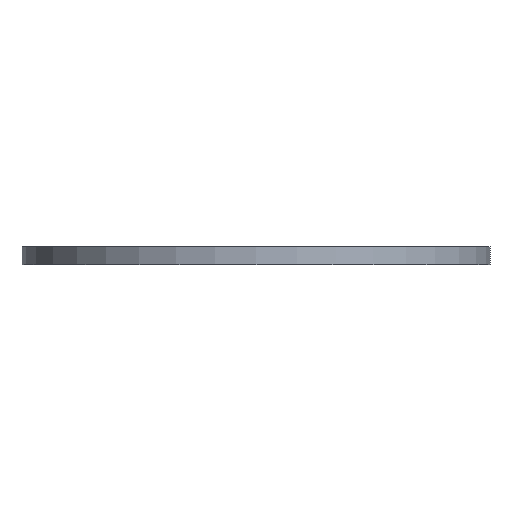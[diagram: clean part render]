
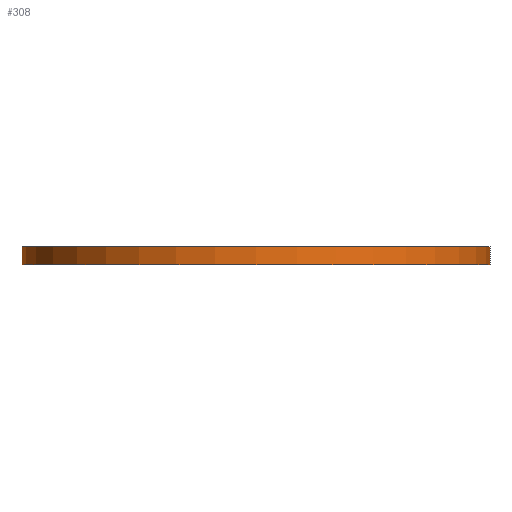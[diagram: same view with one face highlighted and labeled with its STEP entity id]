
A CAD part, front view. The second image highlights one B-rep face of the part: STEP entity #308.
In plain terms, the highlighted cylindrical face has radius 91 mm (diameter 182 mm), a partial arc.
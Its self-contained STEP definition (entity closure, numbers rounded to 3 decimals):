
#58 = CARTESIAN_POINT ( 'NONE',  ( -91., 0., -7. ) ) ;
#64 = AXIS2_PLACEMENT_3D ( 'NONE', #779, #290, #90 ) ;
#82 = VECTOR ( 'NONE', #530, 1000. ) ;
#90 = DIRECTION ( 'NONE',  ( 1., 0., 0. ) ) ;
#104 = CARTESIAN_POINT ( 'NONE',  ( 91., 0., 0. ) ) ;
#135 = VERTEX_POINT ( 'NONE', #357 ) ;
#137 = DIRECTION ( 'NONE',  ( 0., 0., 1. ) ) ;
#161 = DIRECTION ( 'NONE',  ( 0., 0., 1. ) ) ;
#192 = VERTEX_POINT ( 'NONE', #261 ) ;
#245 = CYLINDRICAL_SURFACE ( 'NONE', #64, 91. ) ;
#260 = CIRCLE ( 'NONE', #600, 91. ) ;
#261 = CARTESIAN_POINT ( 'NONE',  ( 91., 0., 0. ) ) ;
#263 = ORIENTED_EDGE ( 'NONE', *, *, #849, .F. ) ;
#290 = DIRECTION ( 'NONE',  ( 0., 0., 1. ) ) ;
#300 = LINE ( 'NONE', #104, #82 ) ;
#308 = ADVANCED_FACE ( 'NONE', ( #815 ), #245, .T. ) ;
#327 = DIRECTION ( 'NONE',  ( 0., 0., 1. ) ) ;
#357 = CARTESIAN_POINT ( 'NONE',  ( -91., 0., 0. ) ) ;
#380 = ORIENTED_EDGE ( 'NONE', *, *, #726, .T. ) ;
#390 = ORIENTED_EDGE ( 'NONE', *, *, #630, .F. ) ;
#526 = VERTEX_POINT ( 'NONE', #676 ) ;
#530 = DIRECTION ( 'NONE',  ( 0., 0., 1. ) ) ;
#546 = VERTEX_POINT ( 'NONE', #58 ) ;
#578 = CARTESIAN_POINT ( 'NONE',  ( 0., 0., -7. ) ) ;
#599 = CARTESIAN_POINT ( 'NONE',  ( 0., 0., 0. ) ) ;
#600 = AXIS2_PLACEMENT_3D ( 'NONE', #599, #161, #659 ) ;
#630 = EDGE_CURVE ( 'NONE', #546, #135, #804, .T. ) ;
#633 = VECTOR ( 'NONE', #327, 1000. ) ;
#636 = DIRECTION ( 'NONE',  ( 1., 0., 0. ) ) ;
#659 = DIRECTION ( 'NONE',  ( 1., 0., 0. ) ) ;
#676 = CARTESIAN_POINT ( 'NONE',  ( 91., 0., -7. ) ) ;
#702 = EDGE_LOOP ( 'NONE', ( #390, #380, #799, #263 ) ) ;
#726 = EDGE_CURVE ( 'NONE', #546, #526, #750, .T. ) ;
#750 = CIRCLE ( 'NONE', #869, 91. ) ;
#779 = CARTESIAN_POINT ( 'NONE',  ( 0., 0., 0. ) ) ;
#799 = ORIENTED_EDGE ( 'NONE', *, *, #840, .T. ) ;
#804 = LINE ( 'NONE', #811, #633 ) ;
#811 = CARTESIAN_POINT ( 'NONE',  ( -91., 0., 0. ) ) ;
#815 = FACE_OUTER_BOUND ( 'NONE', #702, .T. ) ;
#840 = EDGE_CURVE ( 'NONE', #526, #192, #300, .T. ) ;
#849 = EDGE_CURVE ( 'NONE', #135, #192, #260, .T. ) ;
#869 = AXIS2_PLACEMENT_3D ( 'NONE', #578, #137, #636 ) ;
